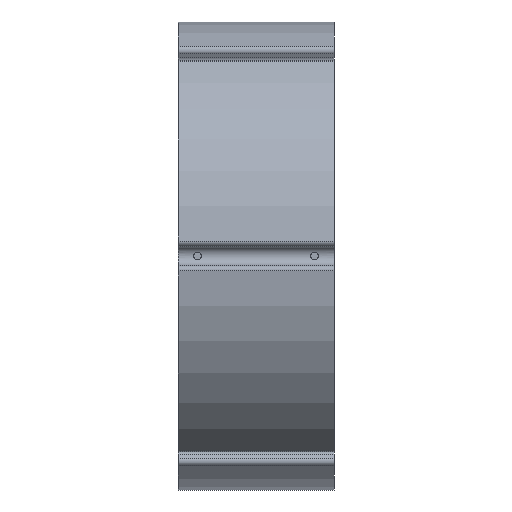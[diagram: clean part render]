
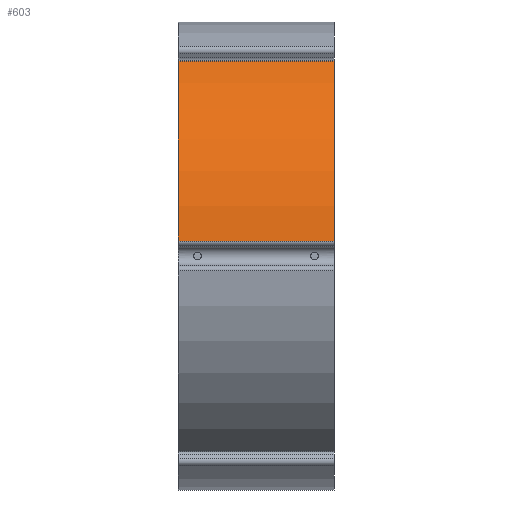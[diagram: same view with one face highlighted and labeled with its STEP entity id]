
A CAD part, left-side view. The second image highlights one B-rep face of the part: STEP entity #603.
In plain terms, the highlighted cylindrical face has radius 76.2 mm (diameter 152.4 mm), a partial arc.
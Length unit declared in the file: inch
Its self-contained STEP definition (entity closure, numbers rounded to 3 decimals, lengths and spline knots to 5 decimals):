
#27 = VERTEX_POINT ( 'NONE', #3803 ) ;
#169 = DIRECTION ( 'NONE',  ( 0., 0., 1. ) ) ;
#301 = DIRECTION ( 'NONE',  ( 0., 1., 0. ) ) ;
#588 = CARTESIAN_POINT ( 'NONE',  ( -2.99388, 1., 0.19149 ) ) ;
#603 = ADVANCED_FACE ( 'NONE', ( #3531 ), #5189, .T. ) ;
#643 = VECTOR ( 'NONE', #5308, 39.37008 ) ;
#646 = EDGE_LOOP ( 'NONE', ( #2885, #4961, #1652, #2760 ) ) ;
#1078 = CIRCLE ( 'NONE', #2790, 3. ) ;
#1102 = AXIS2_PLACEMENT_3D ( 'NONE', #3252, #5023, #1321 ) ;
#1321 = DIRECTION ( 'NONE',  ( 0., 0., 1. ) ) ;
#1497 = DIRECTION ( 'NONE',  ( 0., 1., 0. ) ) ;
#1505 = DIRECTION ( 'NONE',  ( 0., 0., 1. ) ) ;
#1562 = DIRECTION ( 'NONE',  ( 0., 1., 0. ) ) ;
#1652 = ORIENTED_EDGE ( 'NONE', *, *, #3460, .F. ) ;
#2088 = CARTESIAN_POINT ( 'NONE',  ( -2.99388, -1., 0.19149 ) ) ;
#2117 = VERTEX_POINT ( 'NONE', #4651 ) ;
#2265 = EDGE_CURVE ( 'NONE', #4043, #27, #1078, .T. ) ;
#2645 = EDGE_CURVE ( 'NONE', #27, #2117, #2870, .T. ) ;
#2735 = CIRCLE ( 'NONE', #1102, 3. ) ;
#2760 = ORIENTED_EDGE ( 'NONE', *, *, #4393, .T. ) ;
#2790 = AXIS2_PLACEMENT_3D ( 'NONE', #4003, #301, #1505 ) ;
#2870 = LINE ( 'NONE', #5254, #5144 ) ;
#2885 = ORIENTED_EDGE ( 'NONE', *, *, #2265, .T. ) ;
#3046 = CARTESIAN_POINT ( 'NONE',  ( 0., -1., 0. ) ) ;
#3252 = CARTESIAN_POINT ( 'NONE',  ( 0., 1., 0. ) ) ;
#3386 = AXIS2_PLACEMENT_3D ( 'NONE', #3046, #1497, #169 ) ;
#3460 = EDGE_CURVE ( 'NONE', #4323, #2117, #2735, .T. ) ;
#3531 = FACE_OUTER_BOUND ( 'NONE', #646, .T. ) ;
#3803 = CARTESIAN_POINT ( 'NONE',  ( -1.66278, -1., 2.49703 ) ) ;
#4003 = CARTESIAN_POINT ( 'NONE',  ( 0., -1., 0. ) ) ;
#4043 = VERTEX_POINT ( 'NONE', #2088 ) ;
#4323 = VERTEX_POINT ( 'NONE', #588 ) ;
#4393 = EDGE_CURVE ( 'NONE', #4323, #4043, #4440, .T. ) ;
#4440 = LINE ( 'NONE', #4814, #643 ) ;
#4651 = CARTESIAN_POINT ( 'NONE',  ( -1.66278, 1., 2.49703 ) ) ;
#4814 = CARTESIAN_POINT ( 'NONE',  ( -2.99388, -1., 0.19149 ) ) ;
#4961 = ORIENTED_EDGE ( 'NONE', *, *, #2645, .T. ) ;
#5023 = DIRECTION ( 'NONE',  ( 0., 1., 0. ) ) ;
#5144 = VECTOR ( 'NONE', #1562, 39.37008 ) ;
#5189 = CYLINDRICAL_SURFACE ( 'NONE', #3386, 3. ) ;
#5254 = CARTESIAN_POINT ( 'NONE',  ( -1.66278, -1., 2.49703 ) ) ;
#5308 = DIRECTION ( 'NONE',  ( 0., -1., 0. ) ) ;
